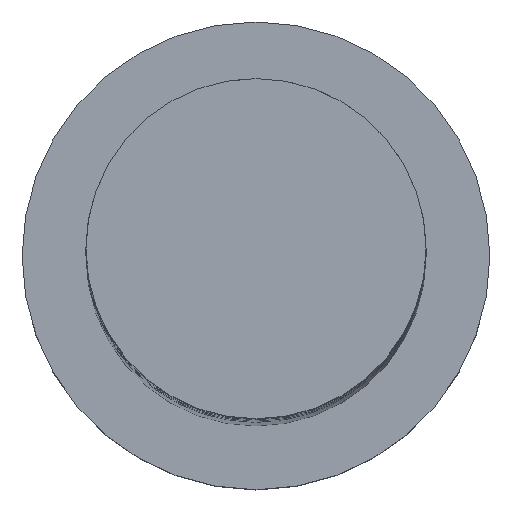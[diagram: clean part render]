
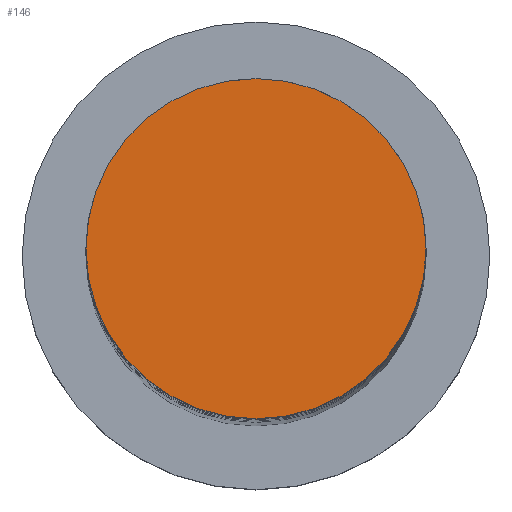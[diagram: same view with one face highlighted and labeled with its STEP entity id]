
A CAD part, top view. The second image highlights one B-rep face of the part: STEP entity #146.
In plain terms, the highlighted planar face has unit normal (0, 0, 1).
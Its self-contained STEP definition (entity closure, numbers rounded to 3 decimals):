
#133 = DIRECTION ( 'NONE',  ( 1., 0., 0. ) ) ;
#146 = ADVANCED_FACE ( 'NONE', ( #1499 ), #820, .T. ) ;
#235 = DIRECTION ( 'NONE',  ( 0., 0., 1. ) ) ;
#283 = CARTESIAN_POINT ( 'NONE',  ( 0., 0., 200. ) ) ;
#298 = EDGE_CURVE ( 'NONE', #1727, #1668, #1466, .T. ) ;
#379 = CARTESIAN_POINT ( 'NONE',  ( -8., 0., 200. ) ) ;
#542 = CARTESIAN_POINT ( 'NONE',  ( 8., 0., 200. ) ) ;
#574 = ORIENTED_EDGE ( 'NONE', *, *, #298, .T. ) ;
#647 = EDGE_CURVE ( 'NONE', #1668, #1727, #1074, .T. ) ;
#667 = EDGE_LOOP ( 'NONE', ( #574, #1360 ) ) ;
#820 = PLANE ( 'NONE',  #1301 ) ;
#958 = AXIS2_PLACEMENT_3D ( 'NONE', #283, #1264, #1516 ) ;
#1074 = CIRCLE ( 'NONE', #1250, 8. ) ;
#1203 = CARTESIAN_POINT ( 'NONE',  ( 0., 0., 200. ) ) ;
#1250 = AXIS2_PLACEMENT_3D ( 'NONE', #1321, #235, #1457 ) ;
#1264 = DIRECTION ( 'NONE',  ( 0., 0., 1. ) ) ;
#1301 = AXIS2_PLACEMENT_3D ( 'NONE', #1203, #1350, #133 ) ;
#1321 = CARTESIAN_POINT ( 'NONE',  ( 0., 0., 200. ) ) ;
#1350 = DIRECTION ( 'NONE',  ( 0., 0., 1. ) ) ;
#1360 = ORIENTED_EDGE ( 'NONE', *, *, #647, .T. ) ;
#1457 = DIRECTION ( 'NONE',  ( 1., 0., 0. ) ) ;
#1466 = CIRCLE ( 'NONE', #958, 8. ) ;
#1499 = FACE_OUTER_BOUND ( 'NONE', #667, .T. ) ;
#1516 = DIRECTION ( 'NONE',  ( 1., 0., 0. ) ) ;
#1668 = VERTEX_POINT ( 'NONE', #542 ) ;
#1727 = VERTEX_POINT ( 'NONE', #379 ) ;
